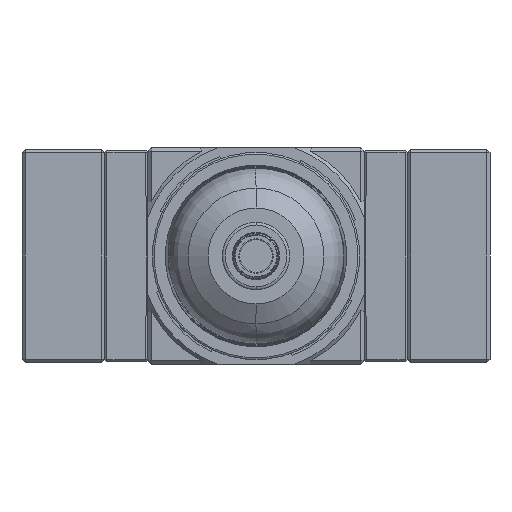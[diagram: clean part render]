
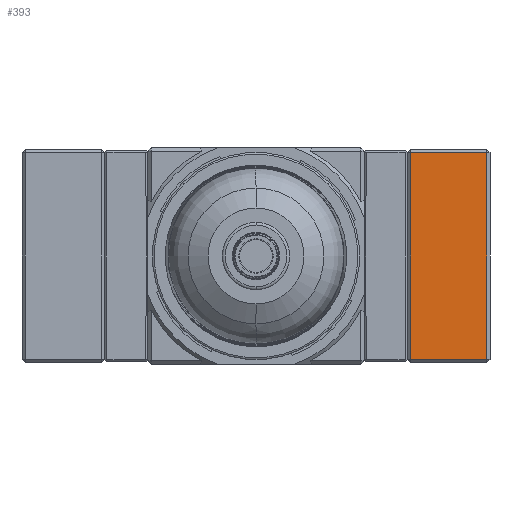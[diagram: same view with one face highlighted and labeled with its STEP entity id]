
A CAD part, front view. The second image highlights one B-rep face of the part: STEP entity #393.
In plain terms, the highlighted planar face has unit normal (0, -1, 0).
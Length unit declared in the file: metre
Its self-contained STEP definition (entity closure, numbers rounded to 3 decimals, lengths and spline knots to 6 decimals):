
#393=ADVANCED_FACE('88:5314',(#2332),#2333,.F.);
#2332=FACE_OUTER_BOUND('',#5631,.T.);
#2333=PLANE('',#5632);
#5631=EDGE_LOOP('',(#12282,#12283,#12284,#12285));
#5632=AXIS2_PLACEMENT_3D('',#12286,#12287,#12288);
#12282=ORIENTED_EDGE('',*,*,#24669,.T.);
#12283=ORIENTED_EDGE('',*,*,#24670,.T.);
#12284=ORIENTED_EDGE('',*,*,#24662,.T.);
#12285=ORIENTED_EDGE('',*,*,#24637,.T.);
#12286=CARTESIAN_POINT('',(0.0683,-0.031,-0.03115));
#12287=DIRECTION('',(0.0,1.0,0.0));
#12288=DIRECTION('',(-1.0,0.0,0.0));
#24637=EDGE_CURVE('88:6163',#30290,#30283,#30293,.T.);
#24662=EDGE_CURVE('88:6238',#30328,#30290,#30329,.T.);
#24669=EDGE_CURVE('88:6259',#30283,#30335,#30337,.T.);
#24670=EDGE_CURVE('88:6262',#30335,#30328,#30338,.T.);
#30283=VERTEX_POINT('NONE',#39455);
#30290=VERTEX_POINT('NONE',#39466);
#30293=LINE('',#39471,#39472);
#30328=VERTEX_POINT('NONE',#39530);
#30329=LINE('',#39531,#39532);
#30335=VERTEX_POINT('NONE',#39543);
#30337=LINE('',#39546,#39547);
#30338=LINE('',#39548,#39549);
#39455=CARTESIAN_POINT('',(0.0673,-0.031,0.03015));
#39466=CARTESIAN_POINT('',(0.0673,-0.031,-0.03015));
#39471=CARTESIAN_POINT('',(0.0673,-0.031,-0.03115));
#39472=VECTOR('',#49907,1.0);
#39530=CARTESIAN_POINT('',(0.0451,-0.031,-0.03015));
#39531=CARTESIAN_POINT('',(0.0683,-0.031,-0.03015));
#39532=VECTOR('',#49934,1.0);
#39543=CARTESIAN_POINT('',(0.0451,-0.031,0.03015));
#39546=CARTESIAN_POINT('',(0.0683,-0.031,0.03015));
#39547=VECTOR('',#49941,1.0);
#39548=CARTESIAN_POINT('',(0.0451,-0.031,-0.03115));
#39549=VECTOR('',#49942,1.0);
#49907=DIRECTION('',(0.0,0.0,1.0));
#49934=DIRECTION('',(1.0,0.0,0.));
#49941=DIRECTION('',(-1.0,0.0,0.));
#49942=DIRECTION('',(0.,0.0,-1.0));
